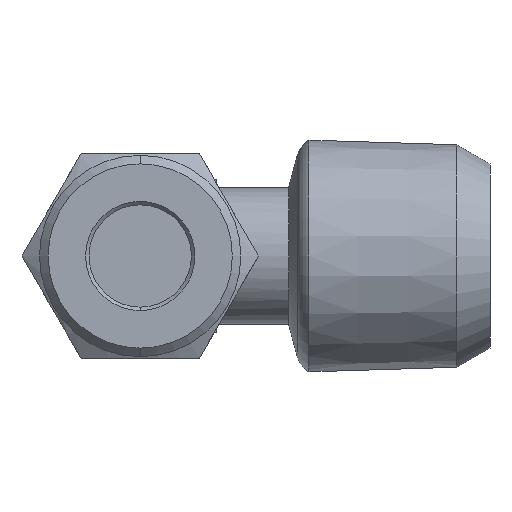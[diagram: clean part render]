
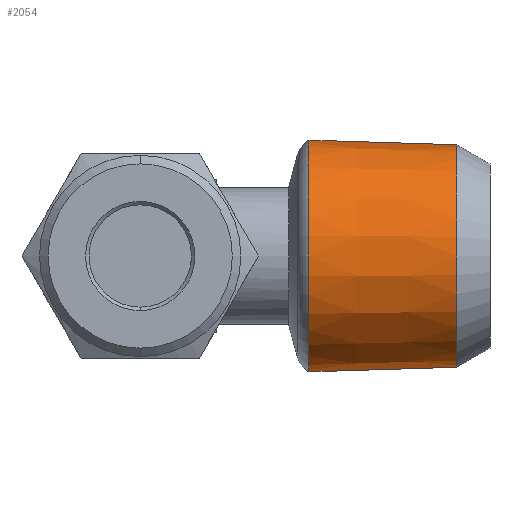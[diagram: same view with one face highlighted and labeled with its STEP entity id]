
A CAD part, left-side view. The second image highlights one B-rep face of the part: STEP entity #2054.
In plain terms, the highlighted conical face has half-angle 1.79 degrees and reference radius 6.52 mm.
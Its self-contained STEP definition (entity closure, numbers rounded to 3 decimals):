
#250 = VERTEX_POINT ( 'NONE', #2408 ) ;
#251 = VERTEX_POINT ( 'NONE', #2409 ) ;
#255 = VERTEX_POINT ( 'NONE', #2413 ) ;
#256 = VERTEX_POINT ( 'NONE', #2414 ) ;
#362 = EDGE_LOOP ( 'NONE', ( #1402, #1403, #1404, #1405 ) ) ;
#482 = LINE ( 'NONE', #1737, #486 ) ;
#485 = LINE ( 'NONE', #1742, #489 ) ;
#486 = VECTOR ( 'NONE', #1736, 1000. ) ;
#489 = VECTOR ( 'NONE', #1741, 1000. ) ;
#612 = FACE_OUTER_BOUND ( 'NONE', #362, .T. ) ;
#625 = CONICAL_SURFACE ( 'NONE', #2796, 6.52, 0.031 ) ;
#740 = CIRCLE ( 'NONE', #2848, 6.791 ) ;
#820 = CIRCLE ( 'NONE', #2854, 6.52 ) ;
#913 = CARTESIAN_POINT ( 'NONE',  ( 0., 12.613, 0. ) ) ;
#914 = DIRECTION ( 'NONE',  ( 0., 1., 0. ) ) ;
#915 = DIRECTION ( 'NONE',  ( 0., 0., -1. ) ) ;
#1006 = CARTESIAN_POINT ( 'NONE',  ( 0., 3.94, 0. ) ) ;
#1007 = DIRECTION ( 'NONE',  ( 0., -1., 0. ) ) ;
#1008 = DIRECTION ( 'NONE',  ( 0., 0., -1. ) ) ;
#1402 = ORIENTED_EDGE ( 'NONE', *, *, #1719, .F. ) ;
#1403 = ORIENTED_EDGE ( 'NONE', *, *, #2182, .F. ) ;
#1404 = ORIENTED_EDGE ( 'NONE', *, *, #1721, .T. ) ;
#1405 = ORIENTED_EDGE ( 'NONE', *, *, #2138, .F. ) ;
#1577 = DIRECTION ( 'NONE',  ( 0., 0., 1. ) ) ;
#1578 = CARTESIAN_POINT ( 'NONE',  ( 0., 3.94, 0. ) ) ;
#1579 = DIRECTION ( 'NONE',  ( 0., 1., 0. ) ) ;
#1719 = EDGE_CURVE ( 'NONE', #256, #250, #482, .T. ) ;
#1721 = EDGE_CURVE ( 'NONE', #255, #251, #485, .T. ) ;
#1736 = DIRECTION ( 'NONE',  ( 0., 1., -0.031 ) ) ;
#1737 = CARTESIAN_POINT ( 'NONE',  ( 0., 3.94, -6.52 ) ) ;
#1741 = DIRECTION ( 'NONE',  ( 0., 1., 0.031 ) ) ;
#1742 = CARTESIAN_POINT ( 'NONE',  ( 0., 3.94, 6.52 ) ) ;
#2054 = ADVANCED_FACE ( 'NONE', ( #612 ), #625, .T. ) ;
#2138 = EDGE_CURVE ( 'NONE', #250, #251, #740, .T. ) ;
#2182 = EDGE_CURVE ( 'NONE', #255, #256, #820, .T. ) ;
#2408 = CARTESIAN_POINT ( 'NONE',  ( 0., 12.613, -6.791 ) ) ;
#2409 = CARTESIAN_POINT ( 'NONE',  ( 0., 12.613, 6.791 ) ) ;
#2413 = CARTESIAN_POINT ( 'NONE',  ( 0., 3.94, 6.52 ) ) ;
#2414 = CARTESIAN_POINT ( 'NONE',  ( 0., 3.94, -6.52 ) ) ;
#2796 = AXIS2_PLACEMENT_3D ( 'NONE', #1578, #1579, #1577 ) ;
#2848 = AXIS2_PLACEMENT_3D ( 'NONE', #913, #914, #915 ) ;
#2854 = AXIS2_PLACEMENT_3D ( 'NONE', #1006, #1007, #1008 ) ;
